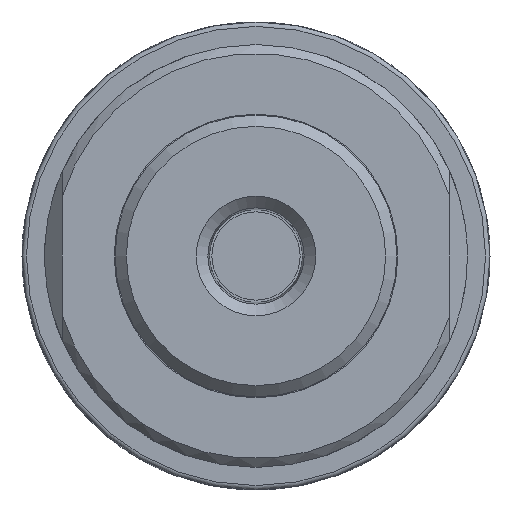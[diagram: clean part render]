
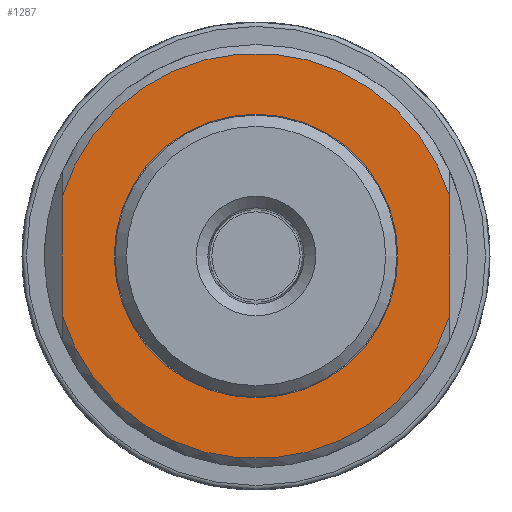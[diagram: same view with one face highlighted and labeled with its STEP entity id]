
A CAD part, left-side view. The second image highlights one B-rep face of the part: STEP entity #1287.
In plain terms, the highlighted planar face has unit normal (-1, 0, 0).
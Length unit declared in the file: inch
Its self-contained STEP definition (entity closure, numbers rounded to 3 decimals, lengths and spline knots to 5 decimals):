
#50=FACE_BOUND('',#463,.T.);
#174=LINE('',#1825,#244);
#179=LINE('',#1853,#249);
#244=VECTOR('',#1488,0.41926);
#249=VECTOR('',#1511,0.41926);
#318=PLANE('',#1388);
#371=FACE_OUTER_BOUND('',#462,.T.);
#462=EDGE_LOOP('',(#965,#966,#967,#968));
#463=EDGE_LOOP('',(#969));
#535=CIRCLE('',#1362,0.71875);
#547=CIRCLE('',#1387,0.50313);
#548=CIRCLE('',#1389,0.71875);
#610=VERTEX_POINT('',#1820);
#611=VERTEX_POINT('',#1824);
#618=VERTEX_POINT('',#1844);
#619=VERTEX_POINT('',#1852);
#631=VERTEX_POINT('',#1890);
#734=EDGE_CURVE('',#611,#610,#174,.T.);
#743=EDGE_CURVE('',#611,#618,#535,.T.);
#746=EDGE_CURVE('',#619,#618,#179,.T.);
#759=EDGE_CURVE('',#631,#631,#547,.T.);
#760=EDGE_CURVE('',#619,#610,#548,.T.);
#965=ORIENTED_EDGE('',*,*,#734,.T.);
#966=ORIENTED_EDGE('',*,*,#760,.F.);
#967=ORIENTED_EDGE('',*,*,#746,.T.);
#968=ORIENTED_EDGE('',*,*,#743,.F.);
#969=ORIENTED_EDGE('',*,*,#759,.F.);
#1287=ADVANCED_FACE('',(#371,#50),#318,.T.);
#1362=AXIS2_PLACEMENT_3D('',#1845,#1504,#1505);
#1387=AXIS2_PLACEMENT_3D('',#1891,#1556,#1557);
#1388=AXIS2_PLACEMENT_3D('',#1892,#1558,#1559);
#1389=AXIS2_PLACEMENT_3D('',#1893,#1560,#1561);
#1488=DIRECTION('',(0.,0.,1.));
#1504=DIRECTION('center_axis',(1.,0.,0.));
#1505=DIRECTION('ref_axis',(0.,1.,0.));
#1511=DIRECTION('',(0.,0.,-1.));
#1556=DIRECTION('center_axis',(-1.,0.,0.));
#1557=DIRECTION('ref_axis',(0.,1.,0.));
#1558=DIRECTION('center_axis',(-1.,0.,0.));
#1559=DIRECTION('ref_axis',(0.,0.,1.));
#1560=DIRECTION('center_axis',(1.,0.,0.));
#1561=DIRECTION('ref_axis',(0.,1.,0.));
#1820=CARTESIAN_POINT('',(2.,-0.6875,0.20963));
#1824=CARTESIAN_POINT('',(2.,-0.6875,-0.20963));
#1825=CARTESIAN_POINT('',(2.,-0.6875,-0.375));
#1844=CARTESIAN_POINT('',(2.,0.6875,-0.20963));
#1845=CARTESIAN_POINT('Origin',(2.,0.,0.));
#1852=CARTESIAN_POINT('',(2.,0.6875,0.20963));
#1853=CARTESIAN_POINT('',(2.,0.6875,0.375));
#1890=CARTESIAN_POINT('',(2.,-0.50313,0.));
#1891=CARTESIAN_POINT('Origin',(2.,0.,0.));
#1892=CARTESIAN_POINT('Origin',(2.,-0.4875,0.));
#1893=CARTESIAN_POINT('Origin',(2.,0.,0.));
